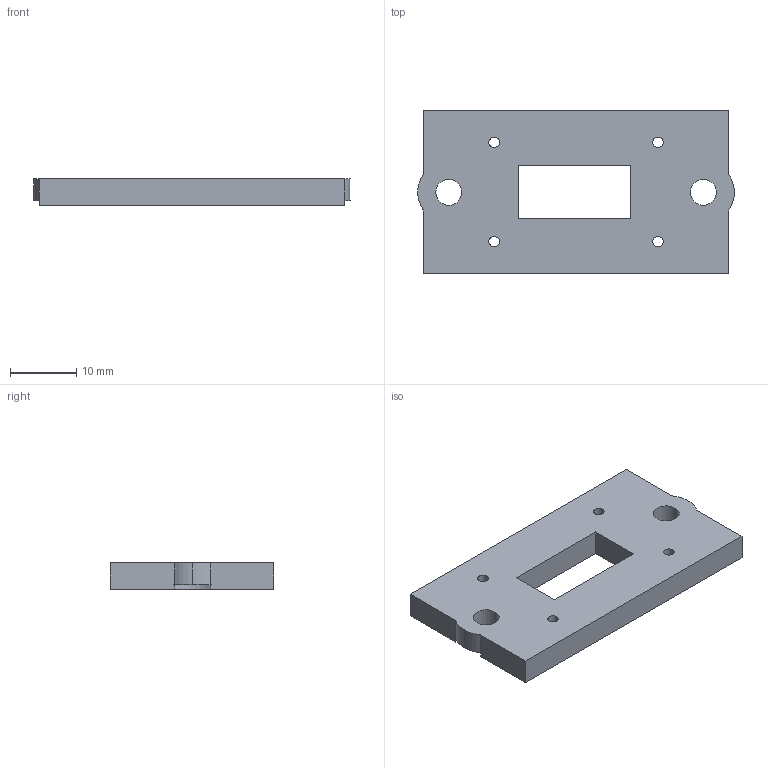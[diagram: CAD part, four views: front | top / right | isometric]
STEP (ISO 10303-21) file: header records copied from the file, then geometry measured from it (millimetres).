
FILE_DESCRIPTION (( 'STEP AP214' ), '1' );
FILE_NAME ('Mi Plate.STEP', '2022-02-18T16:20:23', ( '' ), ( '' ), 'SwSTEP 2.0', 'SolidWorks 2021', '' );
FILE_SCHEMA (( 'AUTOMOTIVE_DESIGN' ));
Length unit declared in the file: millimetre
Products named in the file (1): Mi Plate
Bounding box: 47.93 x 24.82 x 4 mm (x, y, z)
Volume: 3855.7 mm3; surface area: 2927.6 mm2
Topology: 1 solids, 1 shells, 32 faces, 86 edges, 56 vertices
Faces by surface type: cylinder 18, plane 14
Entity records: 1076 total; most frequent: DIRECTION 188, CARTESIAN_POINT 175, ORIENTED_EDGE 172, EDGE_CURVE 86, AXIS2_PLACEMENT_3D 69, VERTEX_POINT 56, VECTOR 50, LINE 50
